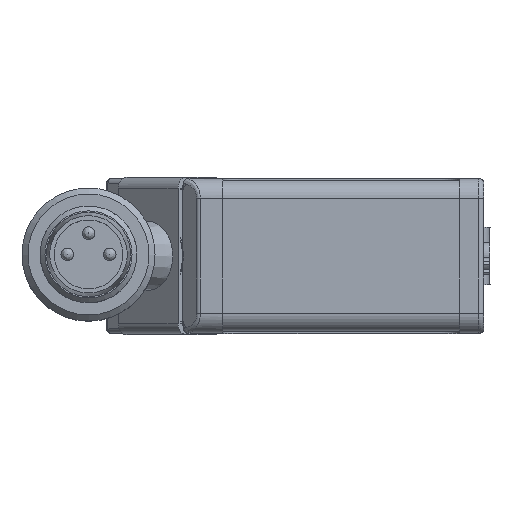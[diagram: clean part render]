
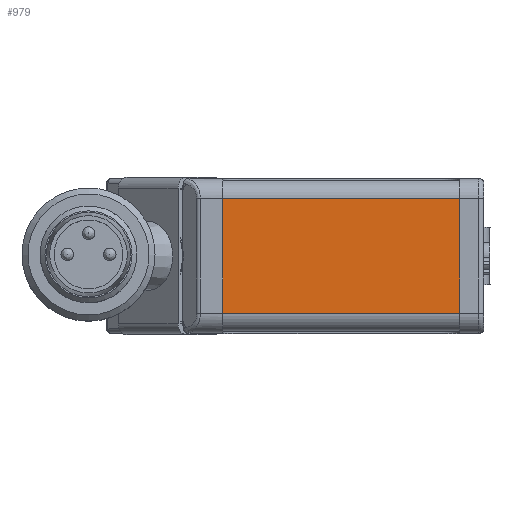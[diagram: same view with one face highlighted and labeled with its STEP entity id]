
A CAD part, top view. The second image highlights one B-rep face of the part: STEP entity #979.
In plain terms, the highlighted planar face has unit normal (0, 0, 1).
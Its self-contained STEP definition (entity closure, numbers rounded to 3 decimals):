
#979 = ADVANCED_FACE( '', ( #1917 ), #1918, .T. );
#1917 = FACE_OUTER_BOUND( '', #3038, .T. );
#1918 = PLANE( '', #3039 );
#3038 = EDGE_LOOP( '', ( #5081, #5082, #5083, #5084 ) );
#3039 = AXIS2_PLACEMENT_3D( '', #5085, #5086, #5087 );
#5081 = ORIENTED_EDGE( '', *, *, #6347, .F. );
#5082 = ORIENTED_EDGE( '', *, *, #5742, .F. );
#5083 = ORIENTED_EDGE( '', *, *, #6348, .T. );
#5084 = ORIENTED_EDGE( '', *, *, #6334, .T. );
#5085 = CARTESIAN_POINT( '', ( -3.4, 4.35, 19.85 ) );
#5086 = DIRECTION( '', ( 0., 0., 1. ) );
#5087 = DIRECTION( '', ( 1., 0., 0. ) );
#5742 = EDGE_CURVE( '', #6769, #6765, #6771, .T. );
#6334 = EDGE_CURVE( '', #7621, #7618, #7622, .T. );
#6347 = EDGE_CURVE( '', #6765, #7618, #7638, .T. );
#6348 = EDGE_CURVE( '', #6769, #7621, #7639, .T. );
#6765 = VERTEX_POINT( '', #8172 );
#6769 = VERTEX_POINT( '', #8177 );
#6771 = LINE( '', #8179, #8180 );
#7618 = VERTEX_POINT( '', #9454 );
#7621 = VERTEX_POINT( '', #9457 );
#7622 = LINE( '', #9458, #9459 );
#7638 = LINE( '', #9478, #9479 );
#7639 = LINE( '', #9480, #9481 );
#8172 = CARTESIAN_POINT( '', ( 13.602, 4.75, 19.85 ) );
#8177 = CARTESIAN_POINT( '', ( -6., 4.75, 19.85 ) );
#8179 = CARTESIAN_POINT( '', ( -3.4, 4.75, 19.85 ) );
#8180 = VECTOR( '', #9858, 1000. );
#9454 = CARTESIAN_POINT( '', ( 13.602, -4.75, 19.85 ) );
#9457 = CARTESIAN_POINT( '', ( -6., -4.75, 19.85 ) );
#9458 = CARTESIAN_POINT( '', ( -3.4, -4.75, 19.85 ) );
#9459 = VECTOR( '', #10583, 1000. );
#9478 = CARTESIAN_POINT( '', ( 13.602, 4.25, 19.85 ) );
#9479 = VECTOR( '', #10599, 1000. );
#9480 = CARTESIAN_POINT( '', ( -6., 4.35, 19.85 ) );
#9481 = VECTOR( '', #10600, 1000. );
#9858 = DIRECTION( '', ( 1., 0., 0. ) );
#10583 = DIRECTION( '', ( 1., 0., 0. ) );
#10599 = DIRECTION( '', ( 0., -1., 0. ) );
#10600 = DIRECTION( '', ( 0., -1., 0. ) );
